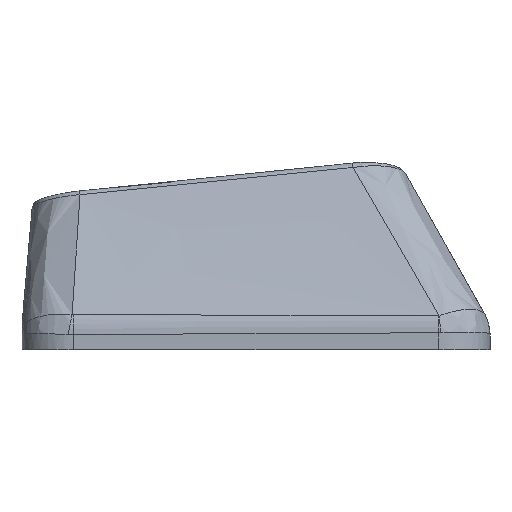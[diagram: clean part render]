
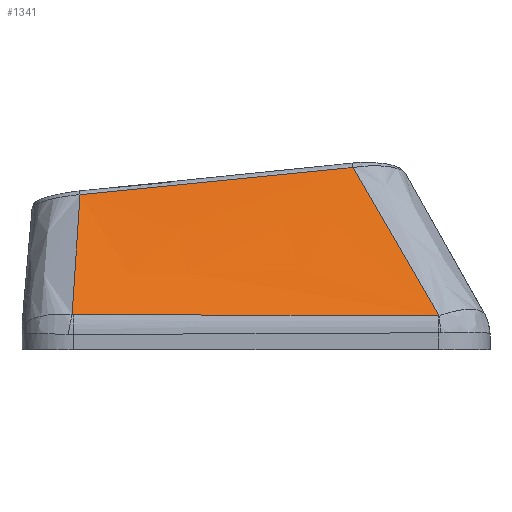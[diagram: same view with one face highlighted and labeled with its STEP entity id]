
A CAD part, left-side view. The second image highlights one B-rep face of the part: STEP entity #1341.
In plain terms, the highlighted free-form (B-spline) face has degree [3, 3] with [4, 4] control points.
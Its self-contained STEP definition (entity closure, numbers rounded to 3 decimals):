
#234=FACE_OUTER_BOUND('',#315,.T.);
#315=EDGE_LOOP('',(#943,#944,#945,#946,#947,#948));
#413=B_SPLINE_CURVE_WITH_KNOTS('',3,(#2229,#2230,#2231,#2232),
 .UNSPECIFIED.,.F.,.F.,(4,4),(0.,0.002),
 .UNSPECIFIED.);
#415=B_SPLINE_CURVE_WITH_KNOTS('',3,(#2256,#2257,#2258,#2259),
 .UNSPECIFIED.,.F.,.F.,(4,4),(0.,1.416),.UNSPECIFIED.);
#417=B_SPLINE_CURVE_WITH_KNOTS('',3,(#2283,#2284,#2285,#2286),
 .UNSPECIFIED.,.F.,.F.,(4,4),(0.,0.005),
 .UNSPECIFIED.);
#432=B_SPLINE_CURVE_WITH_KNOTS('',3,(#2562,#2563,#2564,#2565),
 .UNSPECIFIED.,.F.,.F.,(4,4),(0.029,0.752),
 .UNSPECIFIED.);
#433=B_SPLINE_CURVE_WITH_KNOTS('',3,(#2567,#2568,#2569,#2570),
 .UNSPECIFIED.,.F.,.F.,(4,4),(-1.064,0.),
 .UNSPECIFIED.);
#434=B_SPLINE_CURVE_WITH_KNOTS('',3,(#2571,#2572,#2573,#2574),
 .UNSPECIFIED.,.F.,.F.,(4,4),(-0.566,-0.021),
 .UNSPECIFIED.);
#533=VERTEX_POINT('',#2191);
#535=VERTEX_POINT('',#2222);
#537=VERTEX_POINT('',#2249);
#539=VERTEX_POINT('',#2276);
#555=VERTEX_POINT('',#2561);
#556=VERTEX_POINT('',#2566);
#683=EDGE_CURVE('',#533,#535,#413,.T.);
#686=EDGE_CURVE('',#535,#537,#415,.T.);
#689=EDGE_CURVE('',#537,#539,#417,.T.);
#713=EDGE_CURVE('',#555,#533,#432,.T.);
#714=EDGE_CURVE('',#556,#555,#433,.T.);
#715=EDGE_CURVE('',#539,#556,#434,.T.);
#943=ORIENTED_EDGE('',*,*,#689,.F.);
#944=ORIENTED_EDGE('',*,*,#686,.F.);
#945=ORIENTED_EDGE('',*,*,#683,.F.);
#946=ORIENTED_EDGE('',*,*,#713,.F.);
#947=ORIENTED_EDGE('',*,*,#714,.F.);
#948=ORIENTED_EDGE('',*,*,#715,.F.);
#1295=B_SPLINE_SURFACE_WITH_KNOTS('',3,3,((#2545,#2546,#2547,#2548),(#2549,
#2550,#2551,#2552),(#2553,#2554,#2555,#2556),(#2557,#2558,#2559,#2560)),
 .UNSPECIFIED.,.F.,.F.,.F.,(4,4),(4,4),(0.1,0.893),
(0.035,0.951),.UNSPECIFIED.);
#1341=ADVANCED_FACE('',(#234),#1295,.T.);
#2191=CARTESIAN_POINT('',(-8.927,-7.101,0.313));
#2222=CARTESIAN_POINT('',(-8.928,-7.078,0.312));
#2229=CARTESIAN_POINT('Ctrl Pts',(-8.927,-7.101,0.313));
#2230=CARTESIAN_POINT('Ctrl Pts',(-8.927,-7.093,0.312));
#2231=CARTESIAN_POINT('Ctrl Pts',(-8.928,-7.086,0.312));
#2232=CARTESIAN_POINT('Ctrl Pts',(-8.928,-7.078,0.312));
#2249=CARTESIAN_POINT('',(-8.865,7.085,0.357));
#2256=CARTESIAN_POINT('Ctrl Pts',(-8.928,-7.078,0.312));
#2257=CARTESIAN_POINT('Ctrl Pts',(-8.911,-2.357,0.325));
#2258=CARTESIAN_POINT('Ctrl Pts',(-8.892,2.364,0.34));
#2259=CARTESIAN_POINT('Ctrl Pts',(-8.865,7.085,0.357));
#2276=CARTESIAN_POINT('',(-8.862,7.138,0.362));
#2283=CARTESIAN_POINT('Ctrl Pts',(-8.865,7.085,0.357));
#2284=CARTESIAN_POINT('Ctrl Pts',(-8.865,7.103,0.357));
#2285=CARTESIAN_POINT('Ctrl Pts',(-8.864,7.12,0.359));
#2286=CARTESIAN_POINT('Ctrl Pts',(-8.862,7.138,0.362));
#2545=CARTESIAN_POINT('Ctrl Pts',(-6.078,-4.132,6.119));
#2546=CARTESIAN_POINT('Ctrl Pts',(-7.028,-5.122,4.183));
#2547=CARTESIAN_POINT('Ctrl Pts',(-7.978,-6.112,2.248));
#2548=CARTESIAN_POINT('Ctrl Pts',(-8.928,-7.102,0.312));
#2549=CARTESIAN_POINT('Ctrl Pts',(-6.078,-0.376,
5.74));
#2550=CARTESIAN_POINT('Ctrl Pts',(-7.028,-1.036,3.924));
#2551=CARTESIAN_POINT('Ctrl Pts',(-7.978,-1.695,2.108));
#2552=CARTESIAN_POINT('Ctrl Pts',(-8.928,-2.355,0.292));
#2553=CARTESIAN_POINT('Ctrl Pts',(-6.078,3.381,5.361));
#2554=CARTESIAN_POINT('Ctrl Pts',(-7.028,3.051,3.665));
#2555=CARTESIAN_POINT('Ctrl Pts',(-7.978,2.721,1.969));
#2556=CARTESIAN_POINT('Ctrl Pts',(-8.928,2.391,0.273));
#2557=CARTESIAN_POINT('Ctrl Pts',(-6.078,7.137,4.982));
#2558=CARTESIAN_POINT('Ctrl Pts',(-7.028,7.137,3.406));
#2559=CARTESIAN_POINT('Ctrl Pts',(-7.978,7.137,1.83));
#2560=CARTESIAN_POINT('Ctrl Pts',(-8.928,7.138,0.254));
#2561=CARTESIAN_POINT('',(-6.085,-3.765,6.067));
#2562=CARTESIAN_POINT('Ctrl Pts',(-6.085,-3.765,6.067));
#2563=CARTESIAN_POINT('Ctrl Pts',(-7.038,-4.882,4.153));
#2564=CARTESIAN_POINT('Ctrl Pts',(-7.984,-5.993,2.234));
#2565=CARTESIAN_POINT('Ctrl Pts',(-8.927,-7.101,0.313));
#2566=CARTESIAN_POINT('',(-6.078,6.827,5.013));
#2567=CARTESIAN_POINT('Ctrl Pts',(-6.078,6.827,5.013));
#2568=CARTESIAN_POINT('Ctrl Pts',(-6.081,3.297,5.364));
#2569=CARTESIAN_POINT('Ctrl Pts',(-6.083,-0.234,
5.716));
#2570=CARTESIAN_POINT('Ctrl Pts',(-6.085,-3.765,6.067));
#2571=CARTESIAN_POINT('Ctrl Pts',(-8.862,7.138,0.362));
#2572=CARTESIAN_POINT('Ctrl Pts',(-7.929,7.028,1.91));
#2573=CARTESIAN_POINT('Ctrl Pts',(-7.,6.923,3.46));
#2574=CARTESIAN_POINT('Ctrl Pts',(-6.078,6.827,5.013));
